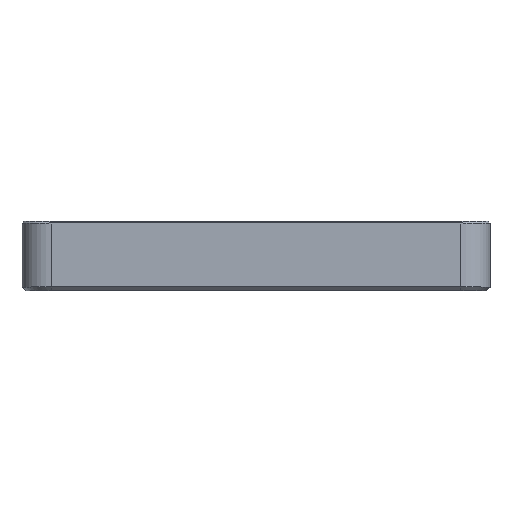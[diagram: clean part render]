
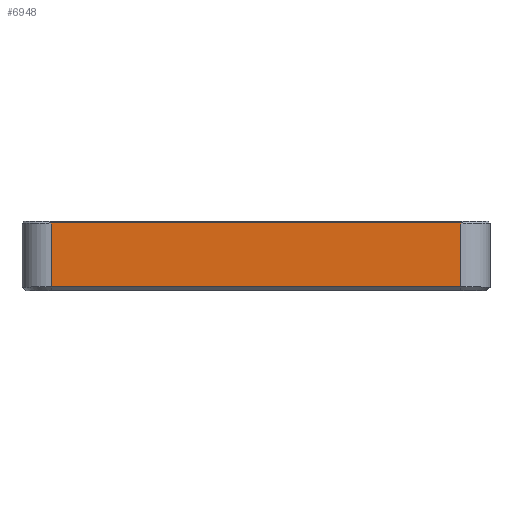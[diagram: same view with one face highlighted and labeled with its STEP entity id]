
A CAD part, top view. The second image highlights one B-rep face of the part: STEP entity #6948.
In plain terms, the highlighted planar face has unit normal (0, 0, 1).
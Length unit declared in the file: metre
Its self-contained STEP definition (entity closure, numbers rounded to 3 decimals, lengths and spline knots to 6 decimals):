
#1265=ORIENTED_EDGE('',*,*,#2914,.T.);
#1266=ORIENTED_EDGE('',*,*,#2915,.T.);
#1267=ORIENTED_EDGE('',*,*,#2916,.T.);
#1268=ORIENTED_EDGE('',*,*,#2917,.T.);
#2914=EDGE_CURVE('',#3754,#3755,#4455,.T.);
#2915=EDGE_CURVE('',#3755,#3756,#4456,.T.);
#2916=EDGE_CURVE('',#3756,#3757,#4457,.F.);
#2917=EDGE_CURVE('',#3757,#3754,#4458,.T.);
#3754=VERTEX_POINT('',#10374);
#3755=VERTEX_POINT('',#10375);
#3756=VERTEX_POINT('',#10377);
#3757=VERTEX_POINT('',#10379);
#4455=LINE('',#10373,#5186);
#4456=LINE('',#10376,#5187);
#4457=LINE('',#10378,#5188);
#4458=LINE('',#10380,#5189);
#5186=VECTOR('',#8652,1.);
#5187=VECTOR('',#8653,1.);
#5188=VECTOR('',#8654,1.);
#5189=VECTOR('',#8655,1.);
#5775=EDGE_LOOP('',(#1265,#1266,#1267,#1268));
#6236=FACE_BOUND('',#5775,.T.);
#6633=PLANE('',#7625);
#6948=ADVANCED_FACE('',(#6236),#6633,.T.);
#7625=AXIS2_PLACEMENT_3D('',#10372,#8650,#8651);
#8650=DIRECTION('',(0.,0.,1.));
#8651=DIRECTION('',(1.,0.,0.));
#8652=DIRECTION('',(0.,1.,0.));
#8653=DIRECTION('',(-1.,0.,0.));
#8654=DIRECTION('',(0.,1.,0.));
#8655=DIRECTION('',(1.,0.,0.));
#10372=CARTESIAN_POINT('',(0.,-0.0045,0.0075));
#10373=CARTESIAN_POINT('',(0.028,-0.0045,0.0075));
#10374=CARTESIAN_POINT('',(0.028,-0.0045,0.0075));
#10375=CARTESIAN_POINT('',(0.028,0.00425,0.0075));
#10376=CARTESIAN_POINT('',(-0.028,0.00425,0.0075));
#10377=CARTESIAN_POINT('',(-0.028,0.00425,0.0075));
#10378=CARTESIAN_POINT('',(-0.028,-0.005,0.0075));
#10379=CARTESIAN_POINT('',(-0.028,-0.0045,0.0075));
#10380=CARTESIAN_POINT('',(0.,-0.0045,0.0075));
